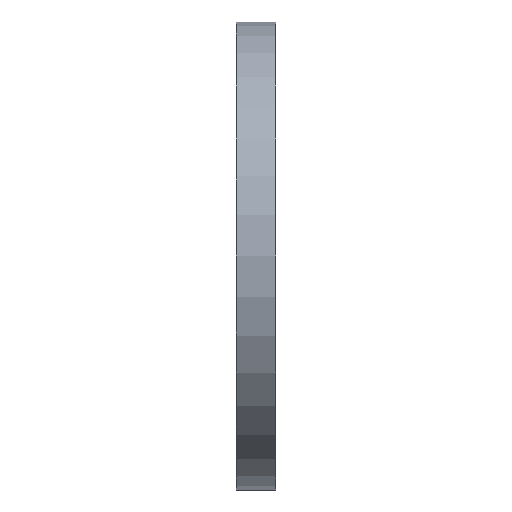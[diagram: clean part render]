
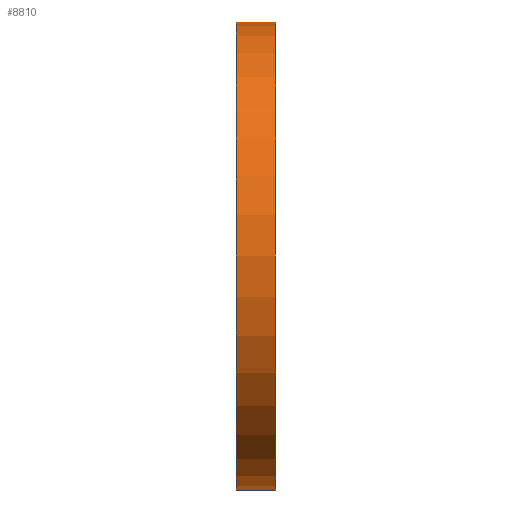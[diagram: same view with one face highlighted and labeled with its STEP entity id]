
A CAD part, left-side view. The second image highlights one B-rep face of the part: STEP entity #8810.
In plain terms, the highlighted cylindrical face has radius 60 mm (diameter 120 mm), a partial arc.
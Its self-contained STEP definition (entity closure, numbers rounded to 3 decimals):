
#363 = VERTEX_POINT ( 'NONE', #6046 ) ;
#602 = CARTESIAN_POINT ( 'NONE',  ( 0., 0., 60. ) ) ;
#911 = DIRECTION ( 'NONE',  ( 0., 0., 1. ) ) ;
#1407 = EDGE_CURVE ( 'NONE', #5357, #10567, #6532, .T. ) ;
#1614 = ORIENTED_EDGE ( 'NONE', *, *, #2542, .F. ) ;
#1848 = DIRECTION ( 'NONE',  ( 0., -1., 0. ) ) ;
#1954 = LINE ( 'NONE', #6432, #5237 ) ;
#2542 = EDGE_CURVE ( 'NONE', #363, #3301, #1954, .T. ) ;
#2863 = CIRCLE ( 'NONE', #6009, 60. ) ;
#2865 = CARTESIAN_POINT ( 'NONE',  ( 0., 10., -60. ) ) ;
#2942 = AXIS2_PLACEMENT_3D ( 'NONE', #11599, #5280, #5174 ) ;
#3301 = VERTEX_POINT ( 'NONE', #602 ) ;
#4316 = CYLINDRICAL_SURFACE ( 'NONE', #2942, 60. ) ;
#4612 = CARTESIAN_POINT ( 'NONE',  ( 0., 0., 0. ) ) ;
#5174 = DIRECTION ( 'NONE',  ( 0., 0., -1. ) ) ;
#5237 = VECTOR ( 'NONE', #1848, 1000. ) ;
#5280 = DIRECTION ( 'NONE',  ( 0., -1., 0. ) ) ;
#5357 = VERTEX_POINT ( 'NONE', #9296 ) ;
#5469 = DIRECTION ( 'NONE',  ( 0., 0., 1. ) ) ;
#6009 = AXIS2_PLACEMENT_3D ( 'NONE', #4612, #7343, #5469 ) ;
#6046 = CARTESIAN_POINT ( 'NONE',  ( 0., 10., 60. ) ) ;
#6432 = CARTESIAN_POINT ( 'NONE',  ( 0., 10., 60. ) ) ;
#6532 = LINE ( 'NONE', #2865, #9966 ) ;
#6737 = EDGE_CURVE ( 'NONE', #5357, #363, #6782, .T. ) ;
#6782 = CIRCLE ( 'NONE', #9215, 60. ) ;
#7343 = DIRECTION ( 'NONE',  ( 0., 1., 0. ) ) ;
#8611 = FACE_OUTER_BOUND ( 'NONE', #9663, .T. ) ;
#8808 = ORIENTED_EDGE ( 'NONE', *, *, #11180, .T. ) ;
#8810 = ADVANCED_FACE ( 'NONE', ( #8611 ), #4316, .T. ) ;
#9042 = ORIENTED_EDGE ( 'NONE', *, *, #6737, .F. ) ;
#9078 = CARTESIAN_POINT ( 'NONE',  ( 0., 10., 0. ) ) ;
#9134 = ORIENTED_EDGE ( 'NONE', *, *, #1407, .T. ) ;
#9199 = CARTESIAN_POINT ( 'NONE',  ( 0., 0., -60. ) ) ;
#9215 = AXIS2_PLACEMENT_3D ( 'NONE', #9078, #10001, #911 ) ;
#9296 = CARTESIAN_POINT ( 'NONE',  ( 0., 10., -60. ) ) ;
#9663 = EDGE_LOOP ( 'NONE', ( #1614, #9042, #9134, #8808 ) ) ;
#9966 = VECTOR ( 'NONE', #10969, 1000. ) ;
#10001 = DIRECTION ( 'NONE',  ( 0., 1., 0. ) ) ;
#10567 = VERTEX_POINT ( 'NONE', #9199 ) ;
#10969 = DIRECTION ( 'NONE',  ( 0., -1., 0. ) ) ;
#11180 = EDGE_CURVE ( 'NONE', #10567, #3301, #2863, .T. ) ;
#11599 = CARTESIAN_POINT ( 'NONE',  ( 0., 10., 0. ) ) ;
